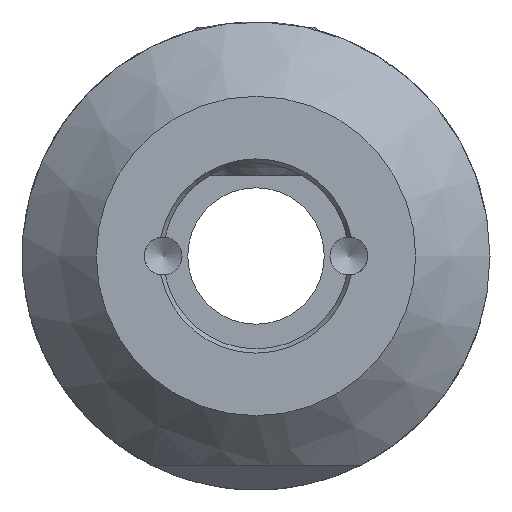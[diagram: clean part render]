
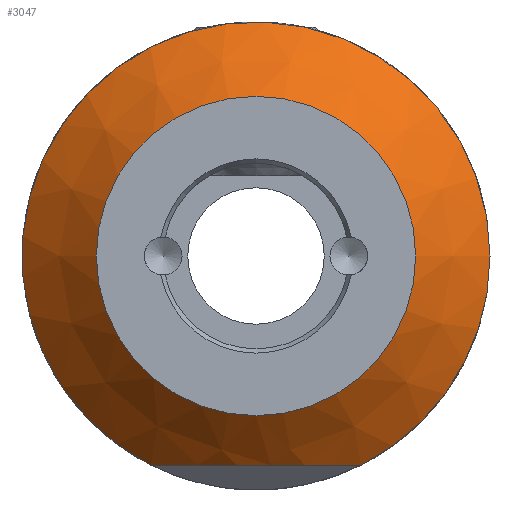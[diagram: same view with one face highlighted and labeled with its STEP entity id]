
A CAD part, left-side view. The second image highlights one B-rep face of the part: STEP entity #3047.
In plain terms, the highlighted conical face has half-angle 45 degrees and reference radius 26.5 mm.
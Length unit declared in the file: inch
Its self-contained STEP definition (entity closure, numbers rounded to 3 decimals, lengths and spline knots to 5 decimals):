
#190=(
BOUNDED_CURVE()
B_SPLINE_CURVE(2,(#5190,#5191,#5192),.UNSPECIFIED.,.F.,.F.)
B_SPLINE_CURVE_WITH_KNOTS((3,3),(0.,2.90551),.UNSPECIFIED.)
CURVE()
GEOMETRIC_REPRESENTATION_ITEM()
RATIONAL_B_SPLINE_CURVE((1.,1.119,1.))
REPRESENTATION_ITEM('')
);
#447=FACE_OUTER_BOUND('',#629,.T.);
#629=EDGE_LOOP('',(#2679,#2680,#2681,#2682,#2683,#2684,#2685));
#787=LINE('',#6561,#941);
#941=VECTOR('',#4159,1.04331);
#963=CIRCLE('',#3113,1.24016);
#964=CIRCLE('',#3115,1.24016);
#1042=CIRCLE('',#3258,0.84646);
#1043=CIRCLE('',#3259,0.84646);
#1142=VERTEX_POINT('',#4358);
#1143=VERTEX_POINT('',#4360);
#1146=VERTEX_POINT('',#4366);
#1305=VERTEX_POINT('',#5288);
#1306=VERTEX_POINT('',#5289);
#1454=EDGE_CURVE('',#1142,#1143,#963,.T.);
#1458=EDGE_CURVE('',#1146,#1142,#964,.T.);
#1625=EDGE_CURVE('',#1146,#1143,#190,.T.);
#1669=EDGE_CURVE('',#1305,#1306,#1042,.T.);
#1670=EDGE_CURVE('',#1306,#1305,#1043,.T.);
#1829=EDGE_CURVE('',#1142,#1306,#787,.T.);
#2679=ORIENTED_EDGE('',*,*,#1625,.T.);
#2680=ORIENTED_EDGE('',*,*,#1454,.F.);
#2681=ORIENTED_EDGE('',*,*,#1829,.T.);
#2682=ORIENTED_EDGE('',*,*,#1670,.T.);
#2683=ORIENTED_EDGE('',*,*,#1669,.T.);
#2684=ORIENTED_EDGE('',*,*,#1829,.F.);
#2685=ORIENTED_EDGE('',*,*,#1458,.F.);
#2729=CONICAL_SURFACE('',#3380,1.04331,0.785);
#3047=ADVANCED_FACE('',(#447),#2729,.T.);
#3113=AXIS2_PLACEMENT_3D('',#4361,#3495,#3496);
#3115=AXIS2_PLACEMENT_3D('',#4368,#3501,#3502);
#3258=AXIS2_PLACEMENT_3D('',#5290,#3866,#3867);
#3259=AXIS2_PLACEMENT_3D('',#5291,#3868,#3869);
#3380=AXIS2_PLACEMENT_3D('',#6560,#4157,#4158);
#3495=DIRECTION('center_axis',(1.,0.,0.));
#3496=DIRECTION('ref_axis',(0.,1.,0.));
#3501=DIRECTION('center_axis',(1.,0.,0.));
#3502=DIRECTION('ref_axis',(0.,1.,0.));
#3866=DIRECTION('center_axis',(1.,0.,0.));
#3867=DIRECTION('ref_axis',(0.,1.,0.));
#3868=DIRECTION('center_axis',(1.,0.,0.));
#3869=DIRECTION('ref_axis',(0.,1.,0.));
#4157=DIRECTION('center_axis',(1.,0.,0.));
#4158=DIRECTION('ref_axis',(0.,1.,0.));
#4159=DIRECTION('',(-0.707,0.707,0.));
#4358=CARTESIAN_POINT('',(-2.75591,-1.24016,0.));
#4360=CARTESIAN_POINT('',(-2.75591,-0.55654,-1.10827));
#4361=CARTESIAN_POINT('Origin',(-2.75591,0.,
0.));
#4366=CARTESIAN_POINT('',(-2.75591,0.55654,-1.10827));
#4368=CARTESIAN_POINT('Origin',(-2.75591,0.,
0.));
#5190=CARTESIAN_POINT('Ctrl Pts',(-2.75591,0.55654,-1.10827));
#5191=CARTESIAN_POINT('Ctrl Pts',(-3.00566,0.,
-1.10827));
#5192=CARTESIAN_POINT('Ctrl Pts',(-2.75591,-0.55654,
-1.10827));
#5288=CARTESIAN_POINT('',(-3.14961,0.84646,0.));
#5289=CARTESIAN_POINT('',(-3.14961,-0.84646,0.));
#5290=CARTESIAN_POINT('Origin',(-3.14961,0.,
0.));
#5291=CARTESIAN_POINT('Origin',(-3.14961,0.,
0.));
#6560=CARTESIAN_POINT('Origin',(-2.95276,0.,
0.));
#6561=CARTESIAN_POINT('',(-2.95276,-1.04331,0.));
